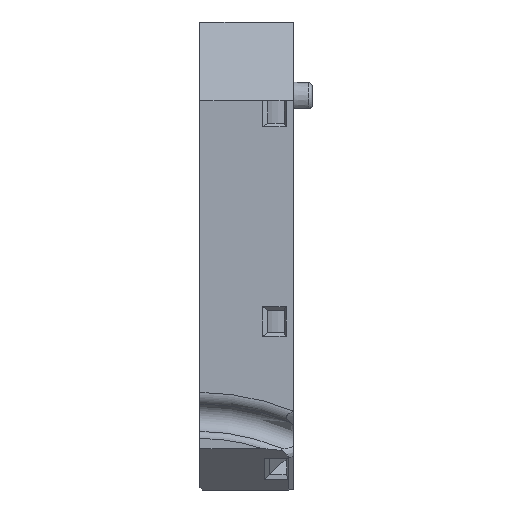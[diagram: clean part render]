
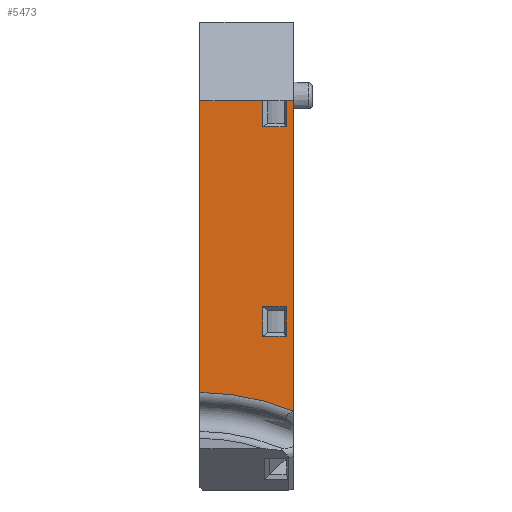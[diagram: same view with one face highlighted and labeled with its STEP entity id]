
A CAD part, left-side view. The second image highlights one B-rep face of the part: STEP entity #5473.
In plain terms, the highlighted planar face has unit normal (-1, 0, 0).
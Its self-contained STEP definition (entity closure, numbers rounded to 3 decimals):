
#375=CIRCLE('',#5833,33.014);
#452=FACE_BOUND('',#833,.T.);
#511=FACE_OUTER_BOUND('',#832,.T.);
#832=EDGE_LOOP('',(#3899,#3900,#3901,#3902,#3903,#3904,#3905,#3906));
#833=EDGE_LOOP('',(#3907,#3908,#3909,#3910));
#1143=LINE('',#7430,#1687);
#1217=LINE('',#8018,#1761);
#1226=LINE('',#8061,#1770);
#1227=LINE('',#8063,#1771);
#1228=LINE('',#8065,#1772);
#1229=LINE('',#8067,#1773);
#1230=LINE('',#8068,#1774);
#1231=LINE('',#8071,#1775);
#1232=LINE('',#8073,#1776);
#1233=LINE('',#8075,#1777);
#1234=LINE('',#8076,#1778);
#1687=VECTOR('',#6182,10.);
#1761=VECTOR('',#6394,10.);
#1770=VECTOR('',#6419,10.);
#1771=VECTOR('',#6420,10.);
#1772=VECTOR('',#6421,10.);
#1773=VECTOR('',#6422,10.);
#1774=VECTOR('',#6423,10.);
#1775=VECTOR('',#6424,10.);
#1776=VECTOR('',#6425,10.);
#1777=VECTOR('',#6426,10.);
#1778=VECTOR('',#6427,10.);
#2227=VERTEX_POINT('',#7427);
#2228=VERTEX_POINT('',#7429);
#2345=VERTEX_POINT('',#8006);
#2346=VERTEX_POINT('',#8017);
#2362=VERTEX_POINT('',#8060);
#2363=VERTEX_POINT('',#8062);
#2364=VERTEX_POINT('',#8064);
#2365=VERTEX_POINT('',#8066);
#2366=VERTEX_POINT('',#8069);
#2367=VERTEX_POINT('',#8070);
#2368=VERTEX_POINT('',#8072);
#2369=VERTEX_POINT('',#8074);
#2794=EDGE_CURVE('',#2227,#2228,#1143,.T.);
#2941=EDGE_CURVE('',#2228,#2345,#375,.T.);
#2943=EDGE_CURVE('',#2345,#2346,#1217,.F.);
#2960=EDGE_CURVE('',#2227,#2362,#1226,.T.);
#2961=EDGE_CURVE('',#2363,#2362,#1227,.T.);
#2962=EDGE_CURVE('',#2364,#2363,#1228,.T.);
#2963=EDGE_CURVE('',#2365,#2364,#1229,.T.);
#2964=EDGE_CURVE('',#2365,#2346,#1230,.T.);
#2965=EDGE_CURVE('',#2366,#2367,#1231,.T.);
#2966=EDGE_CURVE('',#2368,#2366,#1232,.T.);
#2967=EDGE_CURVE('',#2369,#2368,#1233,.T.);
#2968=EDGE_CURVE('',#2367,#2369,#1234,.T.);
#3899=ORIENTED_EDGE('',*,*,#2941,.F.);
#3900=ORIENTED_EDGE('',*,*,#2794,.F.);
#3901=ORIENTED_EDGE('',*,*,#2960,.T.);
#3902=ORIENTED_EDGE('',*,*,#2961,.F.);
#3903=ORIENTED_EDGE('',*,*,#2962,.F.);
#3904=ORIENTED_EDGE('',*,*,#2963,.F.);
#3905=ORIENTED_EDGE('',*,*,#2964,.T.);
#3906=ORIENTED_EDGE('',*,*,#2943,.F.);
#3907=ORIENTED_EDGE('',*,*,#2965,.F.);
#3908=ORIENTED_EDGE('',*,*,#2966,.F.);
#3909=ORIENTED_EDGE('',*,*,#2967,.F.);
#3910=ORIENTED_EDGE('',*,*,#2968,.F.);
#5287=PLANE('',#5842);
#5473=ADVANCED_FACE('',(#511,#452),#5287,.T.);
#5833=AXIS2_PLACEMENT_3D('',#8007,#6390,#6391);
#5842=AXIS2_PLACEMENT_3D('',#8059,#6417,#6418);
#6182=DIRECTION('',(0.,0.,-1.));
#6390=DIRECTION('center_axis',(-1.,0.,0.));
#6391=DIRECTION('ref_axis',(0.,-0.206,0.979));
#6394=DIRECTION('',(0.,0.,-1.));
#6417=DIRECTION('center_axis',(-1.,0.,0.));
#6418=DIRECTION('ref_axis',(0.,0.,1.));
#6419=DIRECTION('',(0.,1.,0.));
#6420=DIRECTION('',(0.,0.,1.));
#6421=DIRECTION('',(0.,-1.,0.));
#6422=DIRECTION('',(0.,0.,-1.));
#6423=DIRECTION('',(0.,1.,0.));
#6424=DIRECTION('',(0.,0.,-1.));
#6425=DIRECTION('',(0.,1.,0.));
#6426=DIRECTION('',(0.,0.,1.));
#6427=DIRECTION('',(0.,-1.,0.));
#7427=CARTESIAN_POINT('',(44.957,-49.568,169.924));
#7429=CARTESIAN_POINT('',(44.957,-49.568,128.445));
#7430=CARTESIAN_POINT('',(44.957,-49.568,135.534));
#8006=CARTESIAN_POINT('',(44.957,-37.068,130.96));
#8007=CARTESIAN_POINT('Origin',(44.957,-36.929,97.947));
#8017=CARTESIAN_POINT('',(44.957,-37.068,169.924));
#8018=CARTESIAN_POINT('',(44.957,-37.068,147.909));
#8059=CARTESIAN_POINT('Origin',(44.957,-70.068,121.894));
#8060=CARTESIAN_POINT('',(44.957,-48.593,169.924));
#8061=CARTESIAN_POINT('',(44.957,-70.068,169.924));
#8062=CARTESIAN_POINT('',(44.957,-48.593,166.424));
#8063=CARTESIAN_POINT('',(44.957,-48.593,166.424));
#8064=CARTESIAN_POINT('',(44.957,-45.448,166.424));
#8065=CARTESIAN_POINT('',(44.957,-65.808,166.424));
#8066=CARTESIAN_POINT('',(44.957,-45.448,169.924));
#8067=CARTESIAN_POINT('',(44.957,-45.448,169.924));
#8068=CARTESIAN_POINT('',(44.957,-70.068,169.924));
#8069=CARTESIAN_POINT('',(44.957,-45.448,142.424));
#8070=CARTESIAN_POINT('',(44.957,-45.448,138.424));
#8071=CARTESIAN_POINT('',(44.957,-45.448,142.424));
#8072=CARTESIAN_POINT('',(44.957,-48.593,142.424));
#8073=CARTESIAN_POINT('',(44.957,-65.808,142.424));
#8074=CARTESIAN_POINT('',(44.957,-48.593,138.424));
#8075=CARTESIAN_POINT('',(44.957,-48.593,138.424));
#8076=CARTESIAN_POINT('',(44.957,-65.808,138.424));
